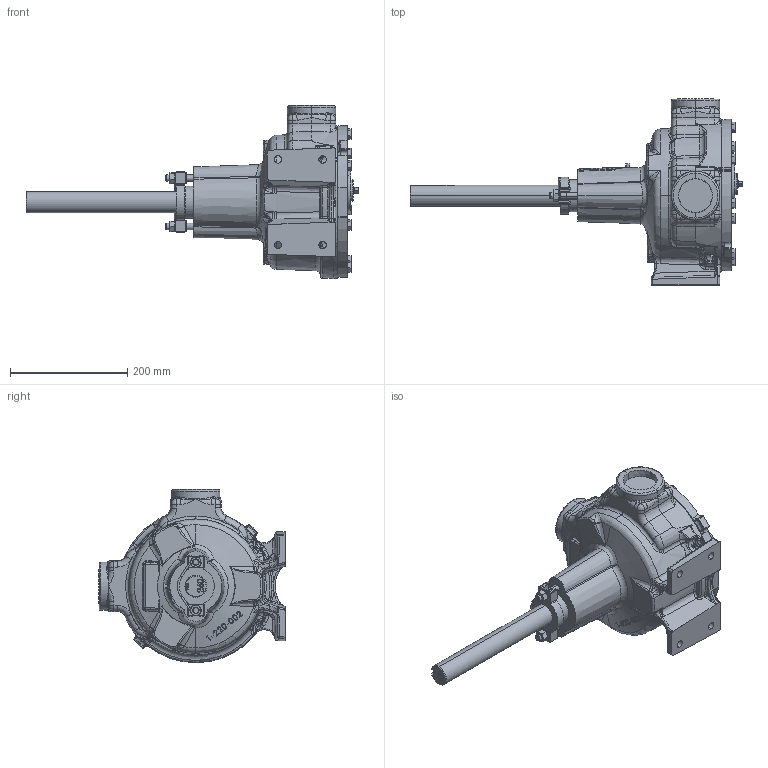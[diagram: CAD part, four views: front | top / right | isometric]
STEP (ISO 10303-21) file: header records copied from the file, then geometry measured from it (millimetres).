
FILE_DESCRIPTION (( 'STEP AP214' ), '1' );
FILE_NAME ('L32.STEP', '2016-12-15T19:06:39', ( '' ), ( '' ), 'SwSTEP 2.0', 'SolidWorks 2016', '' );
FILE_SCHEMA (( 'AUTOMOTIVE_DESIGN' ));
Length unit declared in the file: inch
Products named in the file (2): L32
Bounding box: 567.37 x 317.92 x 295.95 mm (x, y, z)
Volume: 8365105.1 mm3; surface area: 385585.8 mm2
Topology: 1 solids, 1 shells, 1446 faces, 3519 edges, 2059 vertices
Faces by surface type: bspline 460, plane 396, cone 205, cylinder 197, torus 133, sphere 55
Entity records: 83820 total; most frequent: CARTESIAN_POINT 35376, ORIENTED_EDGE 6906, DIRECTION 5270, EDGE_CURVE 3453, AXIS2_PLACEMENT_3D 2153, VERTEX_POINT 2059, EDGE_LOOP 1514, FACE_OUTER_BOUND 1446
